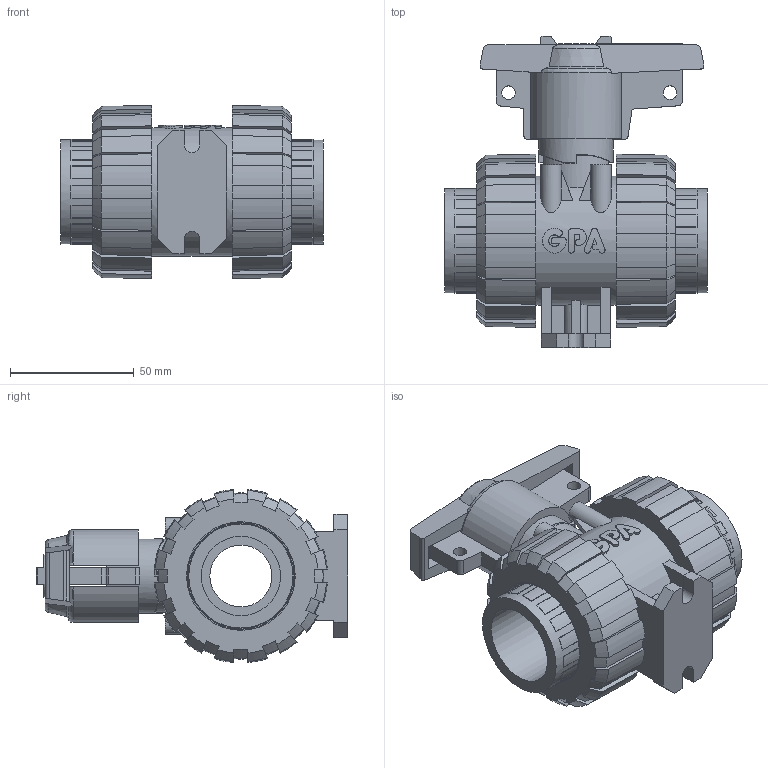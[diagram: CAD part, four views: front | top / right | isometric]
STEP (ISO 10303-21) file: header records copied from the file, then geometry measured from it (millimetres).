
FILE_DESCRIPTION(/* description */ ('PVC Ball Valve type M1 with EPDM gasket and PVC Sockets, Ø32/DN25, PN16'),/* implementation_level */ '2;1');
FILE_NAME(/* name */ 'M1IU-E-032',/* time_stamp */ '2022-08-04T16:47:02+02:00',/* author */ ('COAB Solutions - www.coabsolutions.com'),/* organization */ ('GPA Flowsystem'),/* preprocessor_version */ 'ST-DEVELOPER v18.1',/* originating_system */ 'coabsolutions.com',/* authorisation */ 'unknown authorization');
FILE_SCHEMA (('AUTOMOTIVE_DESIGN { 1 0 10303 214 3 1 1 }'));
Length unit declared in the file: millimetre
Products named in the file (1): M1IU-E-032
Bounding box: 106 x 125.43 x 69.78 mm (x, y, z)
Volume: 289738.9 mm3; surface area: 71736.2 mm2
Topology: 1 solids, 3 shells, 579 faces, 1678 edges, 1115 vertices
Faces by surface type: plane 328, cone 140, cylinder 84, bspline 21, torus 6
Full cylindrical faces by diameter (mm): 5.5 x2, 8.4 x4, 25 x1, 30 x1, 32 x2, 42 x2, 43 x2, 43.8 x2, 51.8 x2, 52 x3
Entity records: 19997 total; most frequent: CARTESIAN_POINT 4864, ORIENTED_EDGE 3356, DIRECTION 3009, EDGE_CURVE 1678, VERTEX_POINT 1115, AXIS2_PLACEMENT_3D 1065, LINE 879, VECTOR 879
